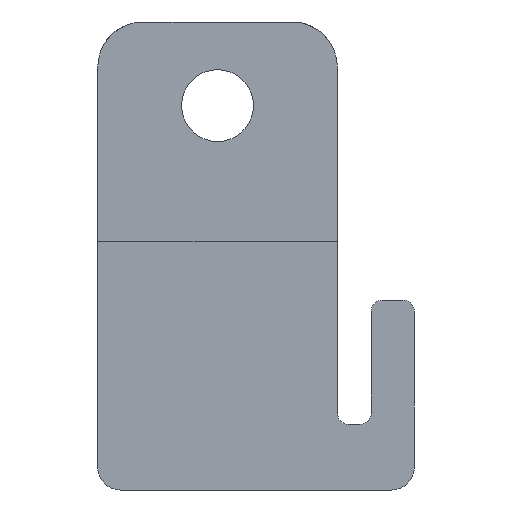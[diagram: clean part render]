
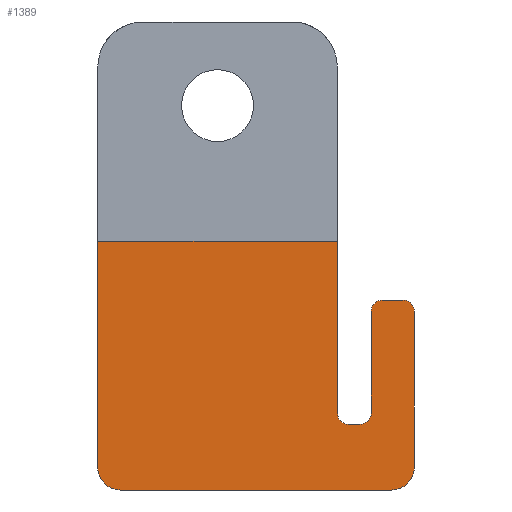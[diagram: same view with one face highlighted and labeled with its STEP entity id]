
A CAD part, front view. The second image highlights one B-rep face of the part: STEP entity #1389.
In plain terms, the highlighted planar face has unit normal (0, -1, 0).
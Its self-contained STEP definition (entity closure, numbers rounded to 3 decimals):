
#17 = CARTESIAN_POINT ( 'NONE',  ( 6.8, 0., -9.1 ) ) ;
#18 = ORIENTED_EDGE ( 'NONE', *, *, #291, .F. ) ;
#20 = VECTOR ( 'NONE', #521, 1000. ) ;
#25 = DIRECTION ( 'NONE',  ( 1., 0., 0. ) ) ;
#28 = DIRECTION ( 'NONE',  ( -1., 0., 0. ) ) ;
#47 = CARTESIAN_POINT ( 'NONE',  ( 5.3, 0., -13.6 ) ) ;
#53 = EDGE_CURVE ( 'NONE', #1018, #748, #1397, .T. ) ;
#75 = ORIENTED_EDGE ( 'NONE', *, *, #988, .F. ) ;
#82 = VERTEX_POINT ( 'NONE', #671 ) ;
#91 = DIRECTION ( 'NONE',  ( 0., 0., 1. ) ) ;
#111 = LINE ( 'NONE', #142, #1329 ) ;
#119 = VECTOR ( 'NONE', #28, 1000. ) ;
#130 = CIRCLE ( 'NONE', #763, 0.5 ) ;
#142 = CARTESIAN_POINT ( 'NONE',  ( -5.3, 0., -16. ) ) ;
#190 = EDGE_CURVE ( 'NONE', #690, #1351, #1435, .T. ) ;
#203 = CIRCLE ( 'NONE', #643, 0.5 ) ;
#222 = DIRECTION ( 'NONE',  ( 1., 0., 0. ) ) ;
#224 = DIRECTION ( 'NONE',  ( 0., 1., 0. ) ) ;
#226 = ORIENTED_EDGE ( 'NONE', *, *, #438, .F. ) ;
#229 = VECTOR ( 'NONE', #1470, 1000. ) ;
#232 = AXIS2_PLACEMENT_3D ( 'NONE', #1175, #569, #563 ) ;
#254 = PLANE ( 'NONE',  #1345 ) ;
#270 = EDGE_CURVE ( 'NONE', #1045, #408, #719, .T. ) ;
#291 = EDGE_CURVE ( 'NONE', #338, #690, #606, .T. ) ;
#299 = DIRECTION ( 'NONE',  ( 0., 1., 0. ) ) ;
#310 = CARTESIAN_POINT ( 'NONE',  ( 8.7, 0., -16. ) ) ;
#338 = VERTEX_POINT ( 'NONE', #638 ) ;
#343 = DIRECTION ( 'NONE',  ( 0., -1., 0. ) ) ;
#347 = DIRECTION ( 'NONE',  ( 0., 0., -1. ) ) ;
#353 = LINE ( 'NONE', #1499, #1461 ) ;
#362 = CARTESIAN_POINT ( 'NONE',  ( 7.7, 0., -16. ) ) ;
#377 = CIRCLE ( 'NONE', #1036, 0.5 ) ;
#386 = CARTESIAN_POINT ( 'NONE',  ( 7.7, 0., -6. ) ) ;
#408 = VERTEX_POINT ( 'NONE', #658 ) ;
#438 = EDGE_CURVE ( 'NONE', #439, #949, #1355, .T. ) ;
#439 = VERTEX_POINT ( 'NONE', #1269 ) ;
#504 = AXIS2_PLACEMENT_3D ( 'NONE', #703, #343, #91 ) ;
#521 = DIRECTION ( 'NONE',  ( 0., 0., -1. ) ) ;
#563 = DIRECTION ( 'NONE',  ( 0., 0., -1. ) ) ;
#564 = VERTEX_POINT ( 'NONE', #310 ) ;
#569 = DIRECTION ( 'NONE',  ( 0., 1., 0. ) ) ;
#581 = ORIENTED_EDGE ( 'NONE', *, *, #190, .F. ) ;
#588 = EDGE_CURVE ( 'NONE', #666, #617, #203, .T. ) ;
#596 = EDGE_CURVE ( 'NONE', #408, #1018, #1332, .T. ) ;
#606 = LINE ( 'NONE', #878, #119 ) ;
#617 = VERTEX_POINT ( 'NONE', #1307 ) ;
#619 = FACE_OUTER_BOUND ( 'NONE', #1208, .T. ) ;
#624 = ORIENTED_EDGE ( 'NONE', *, *, #588, .F. ) ;
#638 = CARTESIAN_POINT ( 'NONE',  ( 7.7, 0., -17. ) ) ;
#639 = DIRECTION ( 'NONE',  ( 0., 0., 1. ) ) ;
#643 = AXIS2_PLACEMENT_3D ( 'NONE', #907, #299, #1159 ) ;
#646 = DIRECTION ( 'NONE',  ( 0., -1., 0. ) ) ;
#651 = LINE ( 'NONE', #845, #229 ) ;
#658 = CARTESIAN_POINT ( 'NONE',  ( 6.3, 0., -14.1 ) ) ;
#663 = DIRECTION ( 'NONE',  ( 0., 0., 1. ) ) ;
#666 = VERTEX_POINT ( 'NONE', #1445 ) ;
#671 = CARTESIAN_POINT ( 'NONE',  ( -5.3, 0., -6. ) ) ;
#690 = VERTEX_POINT ( 'NONE', #826 ) ;
#698 = EDGE_CURVE ( 'NONE', #564, #338, #856, .T. ) ;
#703 = CARTESIAN_POINT ( 'NONE',  ( 6.3, 0., -13.6 ) ) ;
#719 = LINE ( 'NONE', #957, #1226 ) ;
#738 = ORIENTED_EDGE ( 'NONE', *, *, #270, .F. ) ;
#748 = VERTEX_POINT ( 'NONE', #841 ) ;
#763 = AXIS2_PLACEMENT_3D ( 'NONE', #1079, #224, #347 ) ;
#785 = CARTESIAN_POINT ( 'NONE',  ( 5.8, 0., -14.1 ) ) ;
#791 = ORIENTED_EDGE ( 'NONE', *, *, #1454, .F. ) ;
#798 = ORIENTED_EDGE ( 'NONE', *, *, #53, .F. ) ;
#802 = EDGE_CURVE ( 'NONE', #617, #564, #651, .T. ) ;
#826 = CARTESIAN_POINT ( 'NONE',  ( -4.3, 0., -17. ) ) ;
#841 = CARTESIAN_POINT ( 'NONE',  ( 6.8, 0., -9.1 ) ) ;
#845 = CARTESIAN_POINT ( 'NONE',  ( 8.7, 0., -16. ) ) ;
#856 = CIRCLE ( 'NONE', #232, 1. ) ;
#866 = DIRECTION ( 'NONE',  ( 0., 0., 1. ) ) ;
#876 = CARTESIAN_POINT ( 'NONE',  ( 5.8, 0., -13.6 ) ) ;
#878 = CARTESIAN_POINT ( 'NONE',  ( -4.3, 0., -17. ) ) ;
#883 = EDGE_CURVE ( 'NONE', #949, #1045, #377, .T. ) ;
#907 = CARTESIAN_POINT ( 'NONE',  ( 8.2, 0., -9.1 ) ) ;
#929 = ORIENTED_EDGE ( 'NONE', *, *, #802, .F. ) ;
#949 = VERTEX_POINT ( 'NONE', #1479 ) ;
#957 = CARTESIAN_POINT ( 'NONE',  ( 6.3, 0., -14.1 ) ) ;
#988 = EDGE_CURVE ( 'NONE', #1399, #666, #353, .T. ) ;
#993 = ORIENTED_EDGE ( 'NONE', *, *, #1255, .F. ) ;
#1018 = VERTEX_POINT ( 'NONE', #1261 ) ;
#1036 = AXIS2_PLACEMENT_3D ( 'NONE', #876, #646, #866 ) ;
#1045 = VERTEX_POINT ( 'NONE', #785 ) ;
#1061 = CARTESIAN_POINT ( 'NONE',  ( -4.3, 0., -16. ) ) ;
#1066 = DIRECTION ( 'NONE',  ( 0., 0., 1. ) ) ;
#1079 = CARTESIAN_POINT ( 'NONE',  ( 7.3, 0., -9.1 ) ) ;
#1103 = CARTESIAN_POINT ( 'NONE',  ( 7.3, 0., -8.6 ) ) ;
#1120 = DIRECTION ( 'NONE',  ( 0., 0., -1. ) ) ;
#1152 = ORIENTED_EDGE ( 'NONE', *, *, #1529, .F. ) ;
#1158 = DIRECTION ( 'NONE',  ( 1., 0., 0. ) ) ;
#1159 = DIRECTION ( 'NONE',  ( 0., 0., -1. ) ) ;
#1161 = VECTOR ( 'NONE', #25, 1000. ) ;
#1175 = CARTESIAN_POINT ( 'NONE',  ( 7.7, 0., -16. ) ) ;
#1193 = DIRECTION ( 'NONE',  ( 0., 1., 0. ) ) ;
#1208 = EDGE_LOOP ( 'NONE', ( #1152, #791, #581, #18, #1375, #929, #624, #75, #993, #798, #1540, #738, #1322, #226 ) ) ;
#1226 = VECTOR ( 'NONE', #222, 1000. ) ;
#1255 = EDGE_CURVE ( 'NONE', #748, #1399, #130, .T. ) ;
#1261 = CARTESIAN_POINT ( 'NONE',  ( 6.8, 0., -13.6 ) ) ;
#1269 = CARTESIAN_POINT ( 'NONE',  ( 5.3, 0., -6. ) ) ;
#1307 = CARTESIAN_POINT ( 'NONE',  ( 8.7, 0., -9.1 ) ) ;
#1315 = AXIS2_PLACEMENT_3D ( 'NONE', #1061, #1193, #1066 ) ;
#1322 = ORIENTED_EDGE ( 'NONE', *, *, #883, .F. ) ;
#1329 = VECTOR ( 'NONE', #639, 1000. ) ;
#1332 = CIRCLE ( 'NONE', #504, 0.5 ) ;
#1334 = CARTESIAN_POINT ( 'NONE',  ( -5.3, 0., -16. ) ) ;
#1345 = AXIS2_PLACEMENT_3D ( 'NONE', #362, #1467, #1120 ) ;
#1351 = VERTEX_POINT ( 'NONE', #1334 ) ;
#1355 = LINE ( 'NONE', #47, #20 ) ;
#1375 = ORIENTED_EDGE ( 'NONE', *, *, #698, .F. ) ;
#1384 = VECTOR ( 'NONE', #663, 1000. ) ;
#1389 = ADVANCED_FACE ( 'NONE', ( #619 ), #254, .T. ) ;
#1397 = LINE ( 'NONE', #17, #1384 ) ;
#1399 = VERTEX_POINT ( 'NONE', #1103 ) ;
#1435 = CIRCLE ( 'NONE', #1315, 1. ) ;
#1445 = CARTESIAN_POINT ( 'NONE',  ( 8.2, 0., -8.6 ) ) ;
#1454 = EDGE_CURVE ( 'NONE', #1351, #82, #111, .T. ) ;
#1461 = VECTOR ( 'NONE', #1158, 1000. ) ;
#1467 = DIRECTION ( 'NONE',  ( 0., -1., 0. ) ) ;
#1470 = DIRECTION ( 'NONE',  ( 0., 0., -1. ) ) ;
#1479 = CARTESIAN_POINT ( 'NONE',  ( 5.3, 0., -13.6 ) ) ;
#1481 = LINE ( 'NONE', #386, #1161 ) ;
#1499 = CARTESIAN_POINT ( 'NONE',  ( 8.2, 0., -8.6 ) ) ;
#1529 = EDGE_CURVE ( 'NONE', #82, #439, #1481, .T. ) ;
#1540 = ORIENTED_EDGE ( 'NONE', *, *, #596, .F. ) ;
